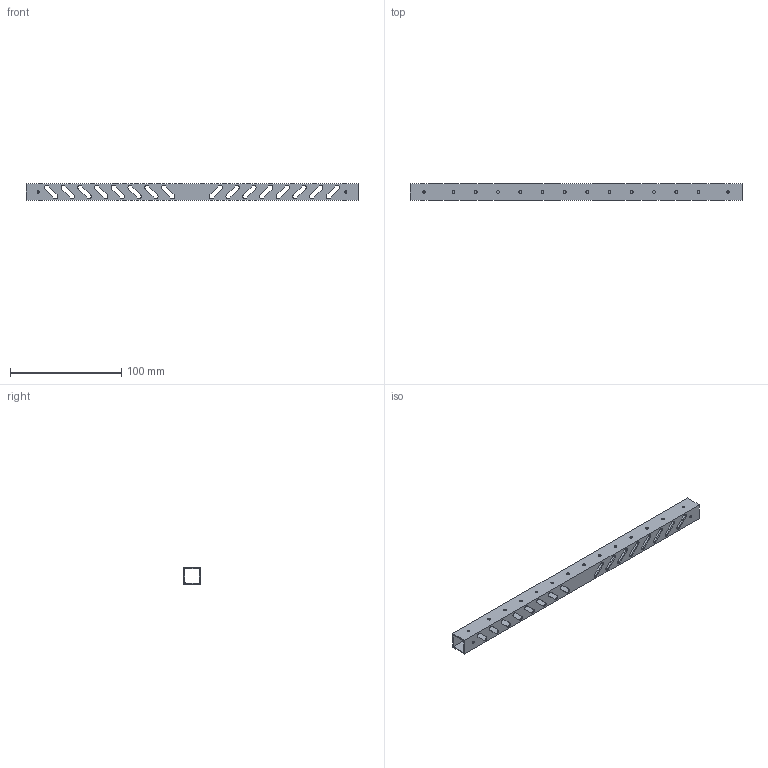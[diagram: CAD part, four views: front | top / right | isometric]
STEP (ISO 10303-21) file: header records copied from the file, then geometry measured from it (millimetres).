
FILE_DESCRIPTION(/* description */ (''),/* implementation_level */ '2;1');
FILE_NAME(/* name */ '298_MM v1.step',/* time_stamp */ '2025-02-18T15:43:02+03:00',/* author */ (''),/* organization */ (''),/* preprocessor_version */ 'ST-DEVELOPER v20',/* originating_system */ 'Autodesk Translation Framework v13.14.0.145',/* authorisation */ '');
FILE_SCHEMA (('AUTOMOTIVE_DESIGN { 1 0 10303 214 3 1 1 }'));
Length unit declared in the file: millimetre
Products named in the file (1): 298_MM
Bounding box: 298 x 15 x 15 mm (x, y, z)
Volume: 14753.7 mm3; surface area: 30890.1 mm2
Topology: 1 solids, 1 shells, 158 faces, 470 edges, 313 vertices
Faces by surface type: cylinder 84, plane 74
Full cylindrical faces by diameter (mm): 2 x8, 2.5 x12
Entity records: 5600 total; most frequent: DIRECTION 957, CARTESIAN_POINT 942, ORIENTED_EDGE 940, EDGE_CURVE 470, AXIS2_PLACEMENT_3D 328, VERTEX_POINT 313, LINE 301, VECTOR 301
